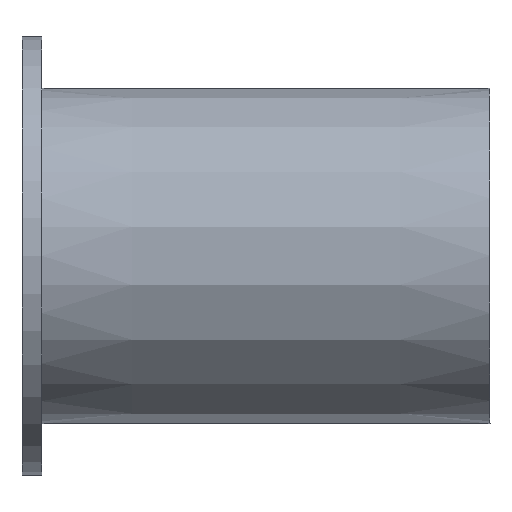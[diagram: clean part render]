
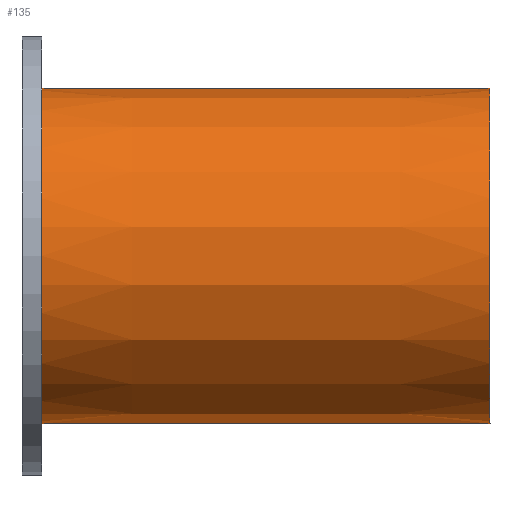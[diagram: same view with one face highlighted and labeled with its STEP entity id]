
A CAD part, top view. The second image highlights one B-rep face of the part: STEP entity #135.
In plain terms, the highlighted conical face has half-angle 0.001 degrees and reference radius 16.85 mm.
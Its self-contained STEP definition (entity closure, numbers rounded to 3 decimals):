
#9 = ORIENTED_EDGE ( 'NONE', *, *, #143, .F. ) ;
#11 = EDGE_CURVE ( 'NONE', #147, #213, #260, .T. ) ;
#13 = CARTESIAN_POINT ( 'NONE',  ( -61.454, -11.571, 0. ) ) ;
#15 = DIRECTION ( 'NONE',  ( -1., 0., 0. ) ) ;
#29 = DIRECTION ( 'NONE',  ( -1., 0., 0. ) ) ;
#37 = VECTOR ( 'NONE', #43, 1000. ) ;
#43 = DIRECTION ( 'NONE',  ( -1., 0., 0. ) ) ;
#57 = VECTOR ( 'NONE', #29, 1000. ) ;
#67 = DIRECTION ( 'NONE',  ( 0., -1., 0. ) ) ;
#80 = EDGE_CURVE ( 'NONE', #147, #121, #194, .T. ) ;
#103 = DIRECTION ( 'NONE',  ( 0., -1., 0. ) ) ;
#113 = AXIS2_PLACEMENT_3D ( 'NONE', #219, #15, #254 ) ;
#115 = CARTESIAN_POINT ( 'NONE',  ( -61.455, 22.129, 0. ) ) ;
#121 = VERTEX_POINT ( 'NONE', #189 ) ;
#126 = ORIENTED_EDGE ( 'NONE', *, *, #181, .T. ) ;
#131 = VERTEX_POINT ( 'NONE', #166 ) ;
#135 = ADVANCED_FACE ( 'NONE', ( #375 ), #152, .T. ) ;
#142 = LINE ( 'NONE', #115, #57 ) ;
#143 = EDGE_CURVE ( 'NONE', #121, #131, #170, .T. ) ;
#147 = VERTEX_POINT ( 'NONE', #311 ) ;
#152 = CONICAL_SURFACE ( 'NONE', #198, 16.85, 0. ) ;
#157 = CARTESIAN_POINT ( 'NONE',  ( -61.455, 5.279, 0. ) ) ;
#166 = CARTESIAN_POINT ( 'NONE',  ( -106.455, 22.129, 0. ) ) ;
#170 = CIRCLE ( 'NONE', #204, 16.851 ) ;
#181 = EDGE_CURVE ( 'NONE', #213, #131, #142, .T. ) ;
#189 = CARTESIAN_POINT ( 'NONE',  ( -106.454, -11.573, 0. ) ) ;
#194 = LINE ( 'NONE', #13, #37 ) ;
#198 = AXIS2_PLACEMENT_3D ( 'NONE', #157, #276, #103 ) ;
#201 = ORIENTED_EDGE ( 'NONE', *, *, #80, .F. ) ;
#204 = AXIS2_PLACEMENT_3D ( 'NONE', #216, #336, #67 ) ;
#205 = EDGE_LOOP ( 'NONE', ( #388, #126, #9, #201 ) ) ;
#213 = VERTEX_POINT ( 'NONE', #294 ) ;
#216 = CARTESIAN_POINT ( 'NONE',  ( -106.455, 5.278, 0. ) ) ;
#219 = CARTESIAN_POINT ( 'NONE',  ( -61.455, 5.279, 0. ) ) ;
#254 = DIRECTION ( 'NONE',  ( 0., -1., 0. ) ) ;
#260 = CIRCLE ( 'NONE', #113, 16.85 ) ;
#276 = DIRECTION ( 'NONE',  ( -1., 0., 0. ) ) ;
#294 = CARTESIAN_POINT ( 'NONE',  ( -61.455, 22.129, 0. ) ) ;
#311 = CARTESIAN_POINT ( 'NONE',  ( -61.454, -11.571, 0. ) ) ;
#336 = DIRECTION ( 'NONE',  ( -1., 0., 0. ) ) ;
#375 = FACE_OUTER_BOUND ( 'NONE', #205, .T. ) ;
#388 = ORIENTED_EDGE ( 'NONE', *, *, #11, .T. ) ;
